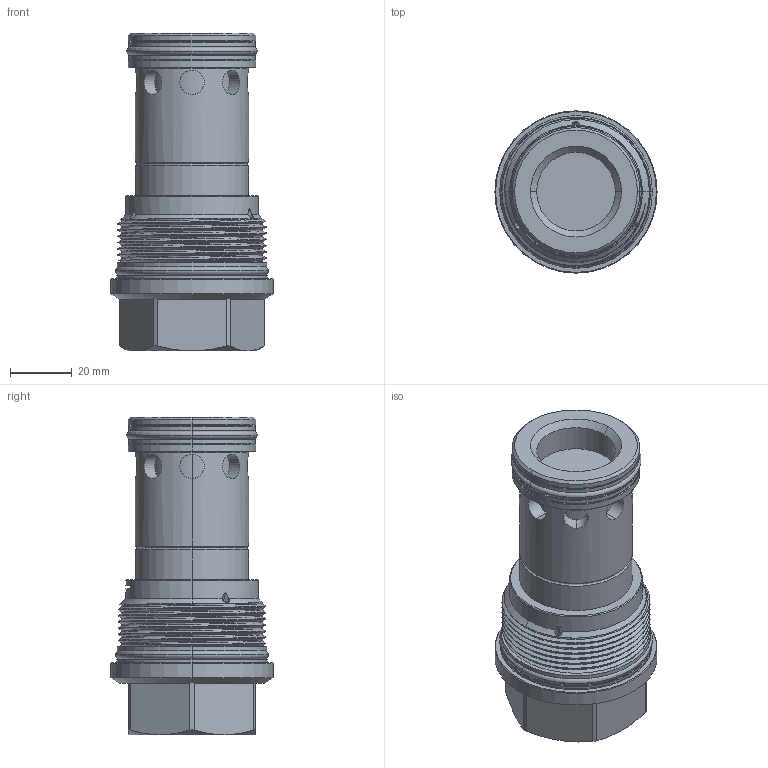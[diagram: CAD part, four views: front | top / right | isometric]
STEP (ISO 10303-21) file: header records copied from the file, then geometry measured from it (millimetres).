
FILE_DESCRIPTION (( 'STEP AP203' ), '1' );
FILE_NAME ('RP18A20-8W-76.STEP', '2020-09-25T08:22:23', ( '' ), ( '' ), 'SwSTEP 2.0', 'SolidWorks 2018', '' );
FILE_SCHEMA (( 'CONFIG_CONTROL_DESIGN' ));
Length unit declared in the file: millimetre
Products named in the file (1): RP18A20-8W-76
Bounding box: 52.37 x 52.37 x 102.63 mm (x, y, z)
Volume: 126409.6 mm3; surface area: 28629.3 mm2
Topology: 6 solids, 6 shells, 221 faces, 522 edges, 327 vertices
Faces by surface type: cylinder 113, plane 37, cone 37, torus 28, bspline 6
Entity records: 10957 total; most frequent: CARTESIAN_POINT 6057, ORIENTED_EDGE 1040, DIRECTION 972, EDGE_CURVE 520, AXIS2_PLACEMENT_3D 410, VERTEX_POINT 327, EDGE_LOOP 247, ADVANCED_FACE 221
